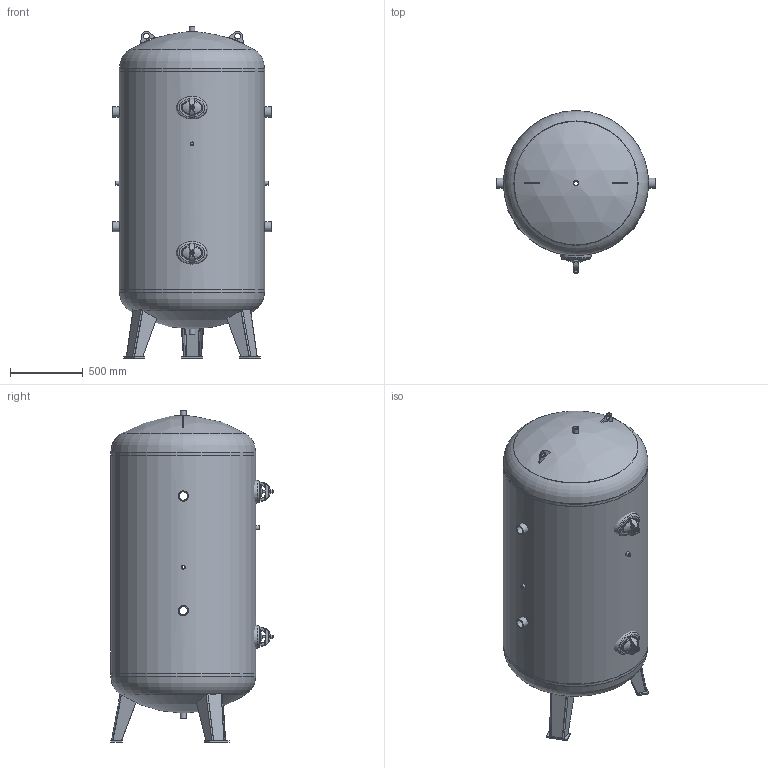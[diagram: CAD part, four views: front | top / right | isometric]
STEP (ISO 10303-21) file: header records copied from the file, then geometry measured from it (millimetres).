
FILE_DESCRIPTION(/* description */ (''),/* implementation_level */ '2;1');
FILE_NAME(/* name */ 'MB 020103-2.1500G.stp',/* time_stamp */ '2024-02-06T13:41:58+01:00',/* author */ ('m.ebener'),/* organization */ (''),/* preprocessor_version */ 'ST-DEVELOPER v16.1',/* originating_system */ 'Autodesk Inventor 2016',/* authorisation */ '');
FILE_SCHEMA (('AUTOMOTIVE_DESIGN { 1 0 10303 214 3 1 1 }'));
Length unit declared in the file: millimetre
Products named in the file (18): Boden unten; Fußplatte; Fuß neu; Gesamtfuß; Standardmuffe - G 1; Mantel; Standardmuffe - G 1_2; Standardmuffe - G 2; Boden oben; Tragöse 110mm - Korbbogenboden; Handloch_100x150x8,5; Dichtung; Deckel; Bügel; DIN 125 - A 17; DIN 934 - M16 x 2; Handloch; MB 020103-2.1500G
Assembly tree (26 placements, depth 3):
  MB 020103-2.1500G
    Boden unten
    Gesamtfuß  x3
      Fußplatte
      Fuß neu
    Standardmuffe - G 1  x2
    Mantel
    Standardmuffe - G 1_2  x3
    Standardmuffe - G 2  x4
    Boden oben
    Tragöse 110mm - Korbbogenboden
    Handloch  x2
      Handloch_100x150x8,5
      Dichtung
      Deckel
      Bügel
      DIN 125 - A 17
      DIN 934 - M16 x 2
Bounding box: 1089.52 x 1119.9 x 2287.75 mm (x, y, z)
Volume: 37589678.1 mm3; surface area: 15118265.8 mm2
Topology: 32 solids, 32 shells, 316 faces, 781 edges, 527 vertices
Faces by surface type: plane 155, cylinder 104, bspline 30, sphere 10, cone 10, torus 7
Full cylindrical faces by diameter (mm): 13.835 x2, 16 x2, 17 x4, 18.631 x3, 23 x3, 26.9 x6, 30 x2, 30.291 x2, 40 x6, 56.656 x4, 70 x8, 990 x3, 1000 x3
Entity records: 21133 total; most frequent: CARTESIAN_POINT 17139, DIRECTION 733, ORIENTED_EDGE 688, EDGE_CURVE 344, AXIS2_PLACEMENT_3D 304, VERTEX_POINT 257, EDGE_LOOP 251, FACE_OUTER_BOUND 162
